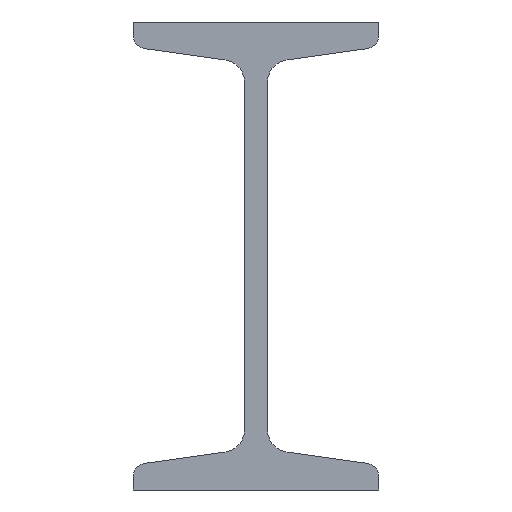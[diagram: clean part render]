
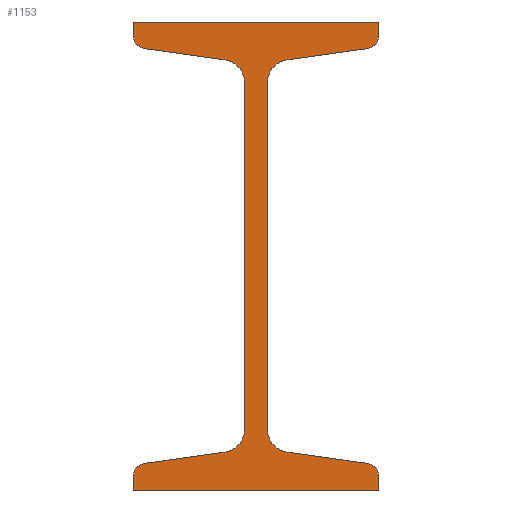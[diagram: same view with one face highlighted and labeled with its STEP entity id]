
A CAD part, front view. The second image highlights one B-rep face of the part: STEP entity #1153.
In plain terms, the highlighted planar face has unit normal (0, -1, 0).
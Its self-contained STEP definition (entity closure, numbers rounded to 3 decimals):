
#2=DIRECTION('',(0.,0.,1.));
#3=VECTOR('',#2,2.267);
#4=CARTESIAN_POINT('',(-21.,0.,-40.));
#5=LINE('',#4,#3);
#6=CARTESIAN_POINT('',(-18.7,0.,-37.733));
#7=DIRECTION('',(0.,1.,0.));
#8=DIRECTION('',(-1.,0.,0.));
#9=AXIS2_PLACEMENT_3D('',#6,#7,#8);
#11=DIRECTION('',(0.99,0.,0.139));
#12=VECTOR('',#11,13.848);
#13=CARTESIAN_POINT('',(-19.02,0.,-35.455));
#14=LINE('',#13,#12);
#15=CARTESIAN_POINT('',(-5.85,0.,-29.666));
#16=DIRECTION('',(0.,-1.,0.));
#17=DIRECTION('',(0.139,0.,-0.99));
#18=AXIS2_PLACEMENT_3D('',#15,#16,#17);
#20=DIRECTION('',(0.,0.,1.));
#21=VECTOR('',#20,59.332);
#22=CARTESIAN_POINT('',(-1.95,0.,-29.666));
#23=LINE('',#22,#21);
#24=CARTESIAN_POINT('',(-5.85,0.,29.666));
#25=DIRECTION('',(0.,-1.,0.));
#26=DIRECTION('',(1.,0.,0.));
#27=AXIS2_PLACEMENT_3D('',#24,#25,#26);
#29=DIRECTION('',(-0.99,0.,0.139));
#30=VECTOR('',#29,13.848);
#31=CARTESIAN_POINT('',(-5.307,0.,33.528));
#32=LINE('',#31,#30);
#33=CARTESIAN_POINT('',(-18.7,0.,37.733));
#34=DIRECTION('',(0.,1.,0.));
#35=DIRECTION('',(-0.139,0.,-0.99));
#36=AXIS2_PLACEMENT_3D('',#33,#34,#35);
#38=DIRECTION('',(0.,0.,1.));
#39=VECTOR('',#38,2.267);
#40=CARTESIAN_POINT('',(-21.,0.,37.733));
#41=LINE('',#40,#39);
#42=DIRECTION('',(1.,0.,0.));
#43=VECTOR('',#42,42.);
#44=CARTESIAN_POINT('',(-21.,0.,40.));
#45=LINE('',#44,#43);
#46=DIRECTION('',(0.,0.,-1.));
#47=VECTOR('',#46,2.267);
#48=CARTESIAN_POINT('',(21.,0.,40.));
#49=LINE('',#48,#47);
#50=CARTESIAN_POINT('',(18.7,0.,37.733));
#51=DIRECTION('',(0.,1.,0.));
#52=DIRECTION('',(1.,0.,0.));
#53=AXIS2_PLACEMENT_3D('',#50,#51,#52);
#55=DIRECTION('',(-0.99,0.,-0.139));
#56=VECTOR('',#55,13.848);
#57=CARTESIAN_POINT('',(19.02,0.,35.455));
#58=LINE('',#57,#56);
#59=CARTESIAN_POINT('',(5.85,0.,29.666));
#60=DIRECTION('',(0.,-1.,0.));
#61=DIRECTION('',(-0.139,0.,0.99));
#62=AXIS2_PLACEMENT_3D('',#59,#60,#61);
#64=DIRECTION('',(0.,0.,-1.));
#65=VECTOR('',#64,59.332);
#66=CARTESIAN_POINT('',(1.95,0.,29.666));
#67=LINE('',#66,#65);
#68=CARTESIAN_POINT('',(5.85,0.,-29.666));
#69=DIRECTION('',(0.,-1.,0.));
#70=DIRECTION('',(-1.,0.,0.));
#71=AXIS2_PLACEMENT_3D('',#68,#69,#70);
#73=DIRECTION('',(0.99,0.,-0.139));
#74=VECTOR('',#73,13.848);
#75=CARTESIAN_POINT('',(5.307,0.,-33.528));
#76=LINE('',#75,#74);
#77=CARTESIAN_POINT('',(18.7,0.,-37.733));
#78=DIRECTION('',(0.,1.,0.));
#79=DIRECTION('',(0.139,0.,0.99));
#80=AXIS2_PLACEMENT_3D('',#77,#78,#79);
#82=DIRECTION('',(0.,0.,-1.));
#83=VECTOR('',#82,2.267);
#84=CARTESIAN_POINT('',(21.,0.,-37.733));
#85=LINE('',#84,#83);
#86=DIRECTION('',(-1.,0.,0.));
#87=VECTOR('',#86,42.);
#88=CARTESIAN_POINT('',(21.,0.,-40.));
#89=LINE('',#88,#87);
#834=CARTESIAN_POINT('',(-21.,0.,-40.));
#835=CARTESIAN_POINT('',(-21.,0.,-37.733));
#836=VERTEX_POINT('',#834);
#837=VERTEX_POINT('',#835);
#838=CARTESIAN_POINT('',(-19.02,0.,-35.455));
#839=VERTEX_POINT('',#838);
#840=CARTESIAN_POINT('',(-5.307,0.,-33.528));
#841=VERTEX_POINT('',#840);
#842=CARTESIAN_POINT('',(-1.95,0.,-29.666));
#843=VERTEX_POINT('',#842);
#844=CARTESIAN_POINT('',(-1.95,0.,29.666));
#845=VERTEX_POINT('',#844);
#846=CARTESIAN_POINT('',(-5.307,0.,33.528));
#847=VERTEX_POINT('',#846);
#848=CARTESIAN_POINT('',(-19.02,0.,35.455));
#849=VERTEX_POINT('',#848);
#850=CARTESIAN_POINT('',(-21.,0.,37.733));
#851=VERTEX_POINT('',#850);
#852=CARTESIAN_POINT('',(-21.,0.,40.));
#853=VERTEX_POINT('',#852);
#854=CARTESIAN_POINT('',(21.,0.,40.));
#855=VERTEX_POINT('',#854);
#856=CARTESIAN_POINT('',(21.,0.,37.733));
#857=VERTEX_POINT('',#856);
#858=CARTESIAN_POINT('',(19.02,0.,35.455));
#859=VERTEX_POINT('',#858);
#860=CARTESIAN_POINT('',(5.307,0.,33.528));
#861=VERTEX_POINT('',#860);
#862=CARTESIAN_POINT('',(1.95,0.,29.666));
#863=VERTEX_POINT('',#862);
#864=CARTESIAN_POINT('',(1.95,0.,-29.666));
#865=VERTEX_POINT('',#864);
#866=CARTESIAN_POINT('',(5.307,0.,-33.528));
#867=VERTEX_POINT('',#866);
#868=CARTESIAN_POINT('',(19.02,0.,-35.455));
#869=VERTEX_POINT('',#868);
#870=CARTESIAN_POINT('',(21.,0.,-37.733));
#871=VERTEX_POINT('',#870);
#872=CARTESIAN_POINT('',(21.,0.,-40.));
#873=VERTEX_POINT('',#872);
#1106=CARTESIAN_POINT('',(0.,0.,0.));
#1107=DIRECTION('',(0.,1.,0.));
#1108=DIRECTION('',(1.,0.,0.));
#1109=AXIS2_PLACEMENT_3D('',#1106,#1107,#1108);
#1110=PLANE('',#1109);
#1112=ORIENTED_EDGE('',*,*,#1111,.T.);
#1114=ORIENTED_EDGE('',*,*,#1113,.T.);
#1116=ORIENTED_EDGE('',*,*,#1115,.T.);
#1118=ORIENTED_EDGE('',*,*,#1117,.T.);
#1120=ORIENTED_EDGE('',*,*,#1119,.T.);
#1122=ORIENTED_EDGE('',*,*,#1121,.T.);
#1124=ORIENTED_EDGE('',*,*,#1123,.T.);
#1126=ORIENTED_EDGE('',*,*,#1125,.T.);
#1128=ORIENTED_EDGE('',*,*,#1127,.T.);
#1130=ORIENTED_EDGE('',*,*,#1129,.T.);
#1132=ORIENTED_EDGE('',*,*,#1131,.T.);
#1134=ORIENTED_EDGE('',*,*,#1133,.T.);
#1136=ORIENTED_EDGE('',*,*,#1135,.T.);
#1138=ORIENTED_EDGE('',*,*,#1137,.T.);
#1140=ORIENTED_EDGE('',*,*,#1139,.T.);
#1142=ORIENTED_EDGE('',*,*,#1141,.T.);
#1144=ORIENTED_EDGE('',*,*,#1143,.T.);
#1146=ORIENTED_EDGE('',*,*,#1145,.T.);
#1148=ORIENTED_EDGE('',*,*,#1147,.T.);
#1150=ORIENTED_EDGE('',*,*,#1149,.T.);
#1151=EDGE_LOOP('',(#1112,#1114,#1116,#1118,#1120,#1122,#1124,#1126,#1128,#1130,
#1132,#1134,#1136,#1138,#1140,#1142,#1144,#1146,#1148,#1150));
#1152=FACE_OUTER_BOUND('',#1151,.F.);
#1153=ADVANCED_FACE('',(#1152),#1110,.F.);
#10=CIRCLE('',#9,2.3);
#19=CIRCLE('',#18,3.9);
#28=CIRCLE('',#27,3.9);
#37=CIRCLE('',#36,2.3);
#54=CIRCLE('',#53,2.3);
#63=CIRCLE('',#62,3.9);
#72=CIRCLE('',#71,3.9);
#81=CIRCLE('',#80,2.3);
#1111=EDGE_CURVE('',#836,#837,#5,.T.);
#1113=EDGE_CURVE('',#837,#839,#10,.T.);
#1115=EDGE_CURVE('',#839,#841,#14,.T.);
#1117=EDGE_CURVE('',#841,#843,#19,.T.);
#1119=EDGE_CURVE('',#843,#845,#23,.T.);
#1121=EDGE_CURVE('',#845,#847,#28,.T.);
#1123=EDGE_CURVE('',#847,#849,#32,.T.);
#1125=EDGE_CURVE('',#849,#851,#37,.T.);
#1127=EDGE_CURVE('',#851,#853,#41,.T.);
#1129=EDGE_CURVE('',#853,#855,#45,.T.);
#1131=EDGE_CURVE('',#855,#857,#49,.T.);
#1133=EDGE_CURVE('',#857,#859,#54,.T.);
#1135=EDGE_CURVE('',#859,#861,#58,.T.);
#1137=EDGE_CURVE('',#861,#863,#63,.T.);
#1139=EDGE_CURVE('',#863,#865,#67,.T.);
#1141=EDGE_CURVE('',#865,#867,#72,.T.);
#1143=EDGE_CURVE('',#867,#869,#76,.T.);
#1145=EDGE_CURVE('',#869,#871,#81,.T.);
#1147=EDGE_CURVE('',#871,#873,#85,.T.);
#1149=EDGE_CURVE('',#873,#836,#89,.T.);
